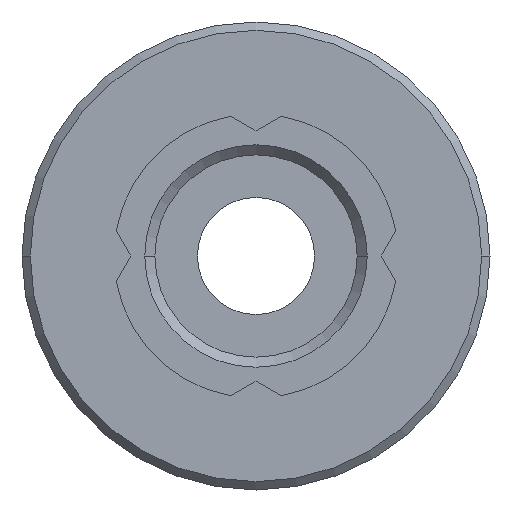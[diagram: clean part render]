
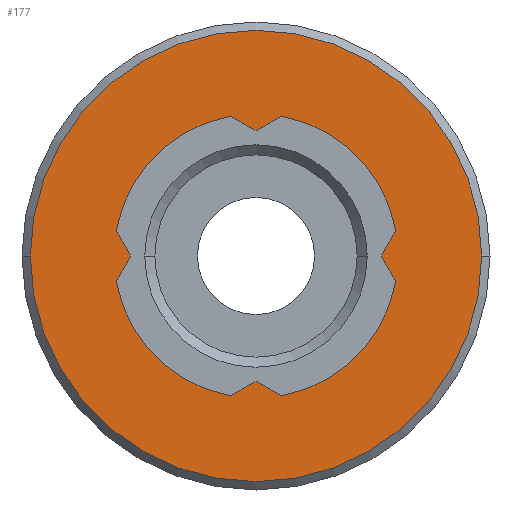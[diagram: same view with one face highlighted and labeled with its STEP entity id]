
A CAD part, front view. The second image highlights one B-rep face of the part: STEP entity #177.
In plain terms, the highlighted planar face has unit normal (0, -1, 0).
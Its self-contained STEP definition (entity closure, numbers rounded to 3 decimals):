
#177=ADVANCED_FACE('',(#395,#396),#397,.T.);
#395=FACE_BOUND('',#652,.T.);
#396=FACE_OUTER_BOUND('',#653,.T.);
#397=PLANE('',#654);
#652=EDGE_LOOP('',(#1096,#1097,#1098,#1099,#1100,#1101,#1102,#1103,#1104,#1105,#1106,#1107));
#653=EDGE_LOOP('',(#1108,#1109));
#654=AXIS2_PLACEMENT_3D('',#1110,#1111,#1112);
#1096=ORIENTED_EDGE('',*,*,#1637,.T.);
#1097=ORIENTED_EDGE('',*,*,#1602,.T.);
#1098=ORIENTED_EDGE('',*,*,#1547,.T.);
#1099=ORIENTED_EDGE('',*,*,#1537,.T.);
#1100=ORIENTED_EDGE('',*,*,#1638,.T.);
#1101=ORIENTED_EDGE('',*,*,#1615,.T.);
#1102=ORIENTED_EDGE('',*,*,#1639,.T.);
#1103=ORIENTED_EDGE('',*,*,#1606,.T.);
#1104=ORIENTED_EDGE('',*,*,#1556,.T.);
#1105=ORIENTED_EDGE('',*,*,#1571,.T.);
#1106=ORIENTED_EDGE('',*,*,#1640,.T.);
#1107=ORIENTED_EDGE('',*,*,#1641,.T.);
#1108=ORIENTED_EDGE('',*,*,#1642,.F.);
#1109=ORIENTED_EDGE('',*,*,#1591,.F.);
#1110=CARTESIAN_POINT('',(6.75,1.7,0.0));
#1111=DIRECTION('',(0.,-1.0,0.0));
#1112=DIRECTION('',(-1.0,0.,0.0));
#1537=EDGE_CURVE('',#1844,#1845,#1846,.T.);
#1547=EDGE_CURVE('',#1858,#1844,#1859,.T.);
#1556=EDGE_CURVE('',#1873,#1874,#1875,.T.);
#1571=EDGE_CURVE('',#1874,#1898,#1899,.T.);
#1591=EDGE_CURVE('',#1926,#1923,#1928,.T.);
#1602=EDGE_CURVE('',#1942,#1858,#1943,.T.);
#1606=EDGE_CURVE('',#1948,#1873,#1949,.T.);
#1615=EDGE_CURVE('',#1961,#1962,#1963,.T.);
#1637=EDGE_CURVE('',#1990,#1942,#1991,.T.);
#1638=EDGE_CURVE('',#1845,#1961,#1992,.T.);
#1639=EDGE_CURVE('',#1962,#1948,#1993,.T.);
#1640=EDGE_CURVE('',#1898,#1994,#1995,.T.);
#1641=EDGE_CURVE('',#1994,#1990,#1996,.T.);
#1642=EDGE_CURVE('',#1923,#1926,#1997,.T.);
#1844=VERTEX_POINT('',#2298);
#1845=VERTEX_POINT('',#2299);
#1846=LINE('',#2300,#2301);
#1858=VERTEX_POINT('',#2318);
#1859=CIRCLE('',#2319,8.5);
#1873=VERTEX_POINT('',#2336);
#1874=VERTEX_POINT('',#2337);
#1875=CIRCLE('',#2338,8.5);
#1898=VERTEX_POINT('',#2363);
#1899=LINE('',#2364,#2365);
#1923=VERTEX_POINT('',#2440);
#1926=VERTEX_POINT('',#2444);
#1928=CIRCLE('',#2447,13.5);
#1942=VERTEX_POINT('',#2497);
#1943=LINE('',#2498,#2499);
#1948=VERTEX_POINT('',#2506);
#1949=LINE('',#2507,#2508);
#1961=VERTEX_POINT('',#2524);
#1962=VERTEX_POINT('',#2525);
#1963=CIRCLE('',#2526,8.5);
#1990=VERTEX_POINT('',#2591);
#1991=LINE('',#2592,#2593);
#1992=LINE('',#2594,#2595);
#1993=LINE('',#2596,#2597);
#1994=VERTEX_POINT('',#2598);
#1995=LINE('',#2599,#2600);
#1996=CIRCLE('',#2601,8.5);
#1997=CIRCLE('',#2602,13.5);
#2298=CARTESIAN_POINT('',(8.366,1.7,1.501));
#2299=CARTESIAN_POINT('',(7.5,1.7,0.));
#2300=CARTESIAN_POINT('',(7.888,1.7,0.672));
#2301=VECTOR('',#2914,1.0);
#2318=CARTESIAN_POINT('',(1.501,1.7,8.366));
#2319=AXIS2_PLACEMENT_3D('',#2926,#2927,#2928);
#2336=CARTESIAN_POINT('',(-1.501,1.7,-8.366));
#2337=CARTESIAN_POINT('',(-8.366,1.7,-1.501));
#2338=AXIS2_PLACEMENT_3D('',#2941,#2942,#2943);
#2363=CARTESIAN_POINT('',(-7.5,1.7,0.));
#2364=CARTESIAN_POINT('',(-6.2,1.7,2.251));
#2365=VECTOR('',#2973,1.0);
#2440=CARTESIAN_POINT('',(13.5,1.7,0.0));
#2444=CARTESIAN_POINT('',(-13.5,1.7,0.));
#2447=AXIS2_PLACEMENT_3D('',#2989,#2990,#2991);
#2497=CARTESIAN_POINT('',(0.,1.7,7.5));
#2498=CARTESIAN_POINT('',(1.742,1.7,8.506));
#2499=VECTOR('',#2998,1.0);
#2506=CARTESIAN_POINT('',(0.,1.7,-7.5));
#2507=CARTESIAN_POINT('',(3.321,1.7,-5.583));
#2508=VECTOR('',#3001,1.0);
#2524=CARTESIAN_POINT('',(8.366,1.7,-1.501));
#2525=CARTESIAN_POINT('',(1.501,1.7,-8.366));
#2526=AXIS2_PLACEMENT_3D('',#3012,#3013,#3014);
#2591=CARTESIAN_POINT('',(-1.501,1.7,8.366));
#2592=CARTESIAN_POINT('',(3.321,1.7,5.583));
#2593=VECTOR('',#3035,1.0);
#2594=CARTESIAN_POINT('',(7.888,1.7,-0.672));
#2595=VECTOR('',#3036,1.0);
#2596=CARTESIAN_POINT('',(1.742,1.7,-8.506));
#2597=VECTOR('',#3037,1.0);
#2598=CARTESIAN_POINT('',(-8.366,1.7,1.501));
#2599=CARTESIAN_POINT('',(-6.2,1.7,-2.251));
#2600=VECTOR('',#3038,1.0);
#2601=AXIS2_PLACEMENT_3D('',#3039,#3040,#3041);
#2602=AXIS2_PLACEMENT_3D('',#3042,#3043,#3044);
#2914=DIRECTION('',(-0.5,0.,-0.866));
#2926=CARTESIAN_POINT('',(0.0,1.7,0.0));
#2927=DIRECTION('',(0.,1.0,0.0));
#2928=DIRECTION('',(1.0,0.,0.0));
#2941=CARTESIAN_POINT('',(0.0,1.7,0.0));
#2942=DIRECTION('',(0.,1.0,0.0));
#2943=DIRECTION('',(1.0,0.,0.0));
#2973=DIRECTION('',(0.5,0.,0.866));
#2989=CARTESIAN_POINT('',(0.0,1.7,0.0));
#2990=DIRECTION('',(-0.0,1.0,0.0));
#2991=DIRECTION('',(1.0,0.0,0.0));
#2998=DIRECTION('',(0.866,0.,0.5));
#3001=DIRECTION('',(-0.866,0.,-0.5));
#3012=CARTESIAN_POINT('',(0.0,1.7,0.0));
#3013=DIRECTION('',(0.,1.0,0.0));
#3014=DIRECTION('',(1.0,0.,0.0));
#3035=DIRECTION('',(0.866,0.,-0.5));
#3036=DIRECTION('',(0.5,0.,-0.866));
#3037=DIRECTION('',(-0.866,0.,0.5));
#3038=DIRECTION('',(-0.5,0.,0.866));
#3039=CARTESIAN_POINT('',(0.0,1.7,0.0));
#3040=DIRECTION('',(0.,1.0,0.0));
#3041=DIRECTION('',(1.0,0.,0.0));
#3042=CARTESIAN_POINT('',(0.0,1.7,0.0));
#3043=DIRECTION('',(-0.0,1.0,0.0));
#3044=DIRECTION('',(1.0,0.0,0.0));
